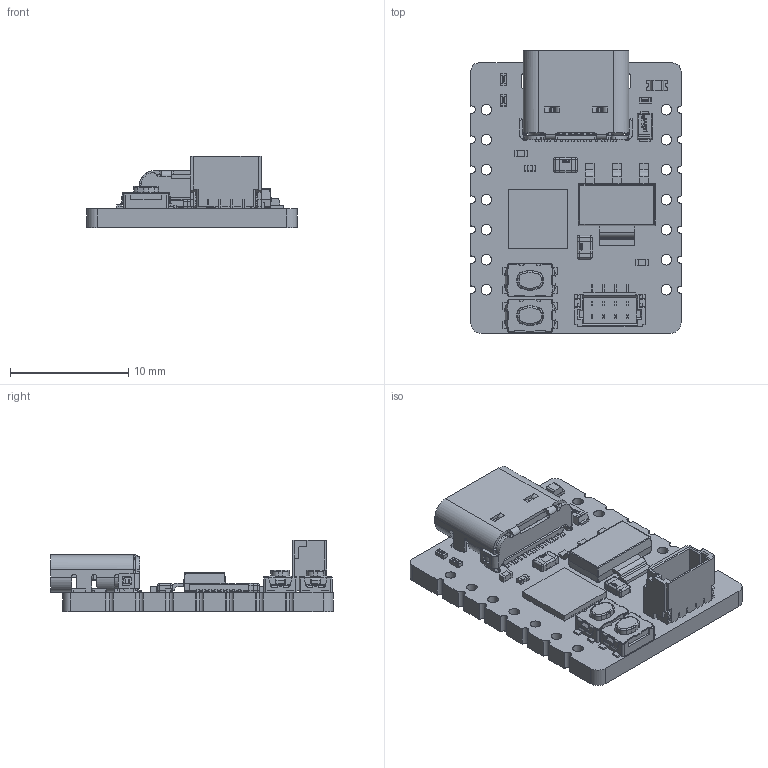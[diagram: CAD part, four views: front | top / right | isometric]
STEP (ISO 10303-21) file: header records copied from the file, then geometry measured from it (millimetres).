
FILE_DESCRIPTION(('Open CASCADE Model'),'2;1');
FILE_NAME('Open CASCADE Shape Model','2025-08-15T06:29:38',('Author'),( 'Open CASCADE'),'Open CASCADE STEP processor 7.5','Open CASCADE 7.5' ,'Unknown');
FILE_SCHEMA(('AUTOMOTIVE_DESIGN { 1 0 10303 214 1 1 1 1 }'));
Length unit declared in the file: millimetre
Products named in the file (48): PCB; Board; Open CASCADE STEP translator 7.5 1.1.1; R3; 5949614112; Extruded; 5949613872; R2; D; DUELink-Connector-BM04B-SRSS-TB; U2; SOT-223; R; KMR621NG LFS--3DModel-STEP-56544; STAT; 0603 LED Green; Solid1; Solid4; C2; 0805 SMD Capacitor; C1; C0402; D2; User Library-MicroSMP-1; User Library-MicroSMP-1_Body; User Library-MicroSMP-1_Pins; R4; User Library-R SMD 0402; User Library-R SMD 0402_0402 BODY; User Library-R SMD 0402_0402 PAD; User Library-R SMD 0402_0402 OPIS; R5; L; X1; USB4105-15-A; NONE; ÇÐ³ý-À­Éì2; R1; C3; Free-Models ...
Assembly tree (56 placements, depth 4):
  PCB
    Board
      Open CASCADE STEP translator 7.5 1.1.1
    R3
      5949614112  x2
        Extruded
      5949613872
        Extruded
    R2
      5949614112  x2
        Extruded
      5949613872
        Extruded
    D
      DUELink-Connector-BM04B-SRSS-TB
    U2
      SOT-223
    R
      KMR621NG LFS--3DModel-STEP-56544
    STAT
      0603 LED Green
        Solid1
        Solid4
        Solid1
        Solid1
        Solid4
        Solid1
        Solid1
        Solid1
    C2
      0805 SMD Capacitor
    C1
      C0402
    D2
      User Library-MicroSMP-1
        User Library-MicroSMP-1_Body
        User Library-MicroSMP-1_Pins
    R4
      User Library-R SMD 0402
        User Library-R SMD 0402_0402 BODY
        User Library-R SMD 0402_0402 PAD  x2
        User Library-R SMD 0402_0402 OPIS
    R5
      User Library-R SMD 0402
        User Library-R SMD 0402_0402 BODY
        User Library-R SMD 0402_0402 PAD  x2
        User Library-R SMD 0402_0402 OPIS
    L
      KMR621NG LFS--3DModel-STEP-56544
    X1
      USB4105-15-A
        NONE
        ÇÐ³ý-À­Éì2
    R1
      User Library-R SMD 0402
        User Library-R SMD 0402_0402 BODY
        User Library-R SMD 0402_0402 PAD  x2
        User Library-R SMD 0402_0402 OPIS
    C3
      0805 SMD Capacitor
Bounding box: 17.78 x 23.94 x 6.02 mm (x, y, z)
Volume: 887.1 mm3; surface area: 2343.5 mm2
Topology: 101 solids, 113 shells, 3971 faces, 12191 edges, 9852 vertices
Faces by surface type: plane 2715, cylinder 963, bspline 209, cone 30, sphere 24, torus 22, revolution 8
Full cylindrical faces by diameter (mm): 0.5 x2, 0.65 x2, 0.9 x14
Entity records: 145152 total; most frequent: CARTESIAN_POINT 30975, ORIENTED_EDGE 18740, DIRECTION 18559, EDGE_CURVE 9370, LINE 8381, VECTOR 8381, VERTEX_POINT 6106, AXIS2_PLACEMENT_3D 5085
